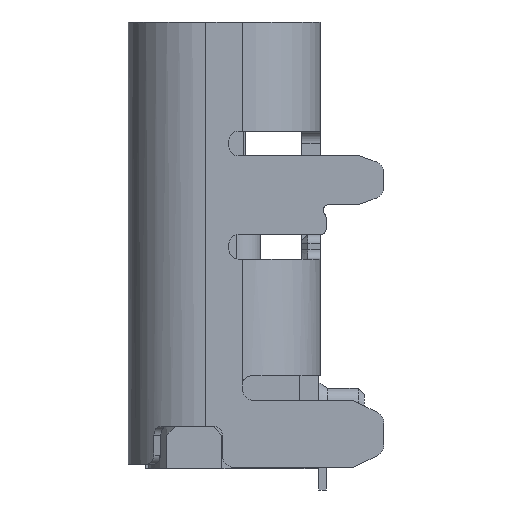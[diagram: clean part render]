
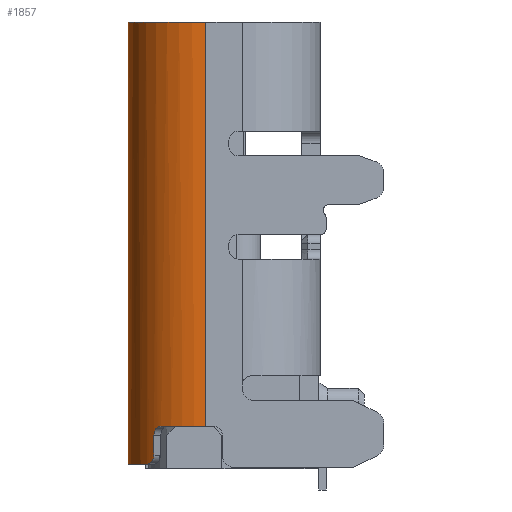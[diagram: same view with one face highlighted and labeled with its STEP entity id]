
A CAD part, left-side view. The second image highlights one B-rep face of the part: STEP entity #1857.
In plain terms, the highlighted cylindrical face has radius 1.28 mm (diameter 2.56 mm), a partial arc.
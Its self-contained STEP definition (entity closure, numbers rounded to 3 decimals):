
#1857 = ADVANCED_FACE( 'NONE', ( #4026 ), #4027, .T. );
#4026 = FACE_OUTER_BOUND( '', #6625, .T. );
#4027 = CYLINDRICAL_SURFACE( '', #6626, 1.28 );
#6625 = EDGE_LOOP( '', ( #12551, #12552, #12553, #12554, #12555, #12556, #12557, #12558, #12559 ) );
#6626 = AXIS2_PLACEMENT_3D( '', #12560, #12561, #12562 );
#12551 = ORIENTED_EDGE( '', *, *, #17639, .F. );
#12552 = ORIENTED_EDGE( '', *, *, #18192, .F. );
#12553 = ORIENTED_EDGE( '', *, *, #18193, .F. );
#12554 = ORIENTED_EDGE( '', *, *, #18194, .F. );
#12555 = ORIENTED_EDGE( '', *, *, #18195, .F. );
#12556 = ORIENTED_EDGE( '', *, *, #17526, .T. );
#12557 = ORIENTED_EDGE( '', *, *, #18196, .F. );
#12558 = ORIENTED_EDGE( '', *, *, #18197, .F. );
#12559 = ORIENTED_EDGE( '', *, *, #18051, .F. );
#12560 = CARTESIAN_POINT( '', ( 1.28, 2.88, -7.275 ) );
#12561 = DIRECTION( '', ( 0., 0., 1. ) );
#12562 = DIRECTION( '', ( 1., 0., 0. ) );
#17526 = EDGE_CURVE( 'NONE', #21790, #21788, #21791, .T. );
#17639 = EDGE_CURVE( 'NONE', #21948, #21950, #21951, .T. );
#18051 = EDGE_CURVE( 'NONE', #21950, #22518, #22519, .T. );
#18192 = EDGE_CURVE( 'NONE', #22704, #21948, #22705, .T. );
#18193 = EDGE_CURVE( 'NONE', #22706, #22704, #22707, .T. );
#18194 = EDGE_CURVE( 'NONE', #22708, #22706, #22709, .T. );
#18195 = EDGE_CURVE( 'NONE', #21790, #22708, #22710, .T. );
#18196 = EDGE_CURVE( 'NONE', #22711, #21788, #22712, .T. );
#18197 = EDGE_CURVE( 'NONE', #22518, #22711, #22713, .T. );
#21788 = VERTEX_POINT( 'NONE', #28009 );
#21790 = VERTEX_POINT( 'NONE', #28014 );
#21791 = CIRCLE( '', #28015, 1.28 );
#21948 = VERTEX_POINT( 'NONE', #28276 );
#21950 = VERTEX_POINT( 'NONE', #28281 );
#21951 = B_SPLINE_CURVE_WITH_KNOTS( '', 3, ( #28282, #28283, #28284, #28285, #28286, #28287, #28288, #28289 ), .UNSPECIFIED., .F., .F., ( 4, 1, 1, 1, 1, 4 ), ( 0., 0.166, 0.333, 0.5, 0.726, 1. ), .UNSPECIFIED. );
#22518 = VERTEX_POINT( 'NONE', #29238 );
#22519 = LINE( '', #29239, #29240 );
#22704 = VERTEX_POINT( 'NONE', #29541 );
#22705 = CIRCLE( '', #29542, 1.28 );
#22706 = VERTEX_POINT( 'NONE', #29543 );
#22707 = B_SPLINE_CURVE_WITH_KNOTS( '', 1, ( #29544, #29545 ), .UNSPECIFIED., .F., .F., ( 2, 2 ), ( 0., 1. ), .UNSPECIFIED. );
#22708 = VERTEX_POINT( 'NONE', #29546 );
#22709 = CIRCLE( '', #29547, 1.28 );
#22710 = LINE( '', #29548, #29549 );
#22711 = VERTEX_POINT( 'NONE', #29550 );
#22712 = B_SPLINE_CURVE_WITH_KNOTS( '', 3, ( #29551, #29552, #29553, #29554, #29555, #29556, #29557 ), .UNSPECIFIED., .F., .F., ( 4, 1, 1, 1, 4 ), ( 0., 0.238, 0.484, 0.738, 1. ), .UNSPECIFIED. );
#22713 = B_SPLINE_CURVE_WITH_KNOTS( '', 3, ( #29558, #29559, #29560, #29561, #29562, #29563, #29564 ), .UNSPECIFIED., .F., .F., ( 4, 1, 1, 1, 4 ), ( 0., 0.252, 0.503, 0.752, 1. ), .UNSPECIFIED. );
#28009 = CARTESIAN_POINT( '', ( 0.439, 3.845, -7.275 ) );
#28014 = CARTESIAN_POINT( '', ( 1.28, 4.16, -7.275 ) );
#28015 = AXIS2_PLACEMENT_3D( '', #32579, #32580, #32581 );
#28276 = CARTESIAN_POINT( '', ( 0.233, 3.616, -6.65 ) );
#28281 = CARTESIAN_POINT( '', ( 0.327, 3.735, -6.8 ) );
#28282 = CARTESIAN_POINT( '', ( 0.233, 3.616, -6.65 ) );
#28283 = CARTESIAN_POINT( '', ( 0.24, 3.627, -6.651 ) );
#28284 = CARTESIAN_POINT( '', ( 0.256, 3.648, -6.653 ) );
#28285 = CARTESIAN_POINT( '', ( 0.278, 3.677, -6.669 ) );
#28286 = CARTESIAN_POINT( '', ( 0.301, 3.704, -6.695 ) );
#28287 = CARTESIAN_POINT( '', ( 0.322, 3.729, -6.739 ) );
#28288 = CARTESIAN_POINT( '', ( 0.325, 3.733, -6.778 ) );
#28289 = CARTESIAN_POINT( '', ( 0.327, 3.735, -6.8 ) );
#29238 = CARTESIAN_POINT( '', ( 0.327, 3.735, -7.125 ) );
#29239 = CARTESIAN_POINT( '', ( 0.327, 3.735, -3.638 ) );
#29240 = VECTOR( '', #33022, 1000. );
#29541 = CARTESIAN_POINT( '', ( 0., 2.88, -6.65 ) );
#29542 = AXIS2_PLACEMENT_3D( '', #33135, #33136, #33137 );
#29543 = CARTESIAN_POINT( '', ( 0., 2.88, 0. ) );
#29544 = CARTESIAN_POINT( '', ( 0., 2.88, 0. ) );
#29545 = CARTESIAN_POINT( '', ( 0., 2.88, -6.65 ) );
#29546 = CARTESIAN_POINT( '', ( 1.28, 4.16, 0. ) );
#29547 = AXIS2_PLACEMENT_3D( '', #33138, #33139, #33140 );
#29548 = CARTESIAN_POINT( '', ( 1.28, 4.16, -7.275 ) );
#29549 = VECTOR( '', #33141, 1000. );
#29550 = CARTESIAN_POINT( '', ( 0.358, 3.768, -7.23 ) );
#29551 = CARTESIAN_POINT( '', ( 0.358, 3.768, -7.23 ) );
#29552 = CARTESIAN_POINT( '', ( 0.363, 3.773, -7.237 ) );
#29553 = CARTESIAN_POINT( '', ( 0.374, 3.783, -7.25 ) );
#29554 = CARTESIAN_POINT( '', ( 0.393, 3.802, -7.264 ) );
#29555 = CARTESIAN_POINT( '', ( 0.415, 3.823, -7.273 ) );
#29556 = CARTESIAN_POINT( '', ( 0.431, 3.838, -7.274 ) );
#29557 = CARTESIAN_POINT( '', ( 0.439, 3.845, -7.275 ) );
#29558 = CARTESIAN_POINT( '', ( 0.327, 3.735, -7.125 ) );
#29559 = CARTESIAN_POINT( '', ( 0.328, 3.735, -7.135 ) );
#29560 = CARTESIAN_POINT( '', ( 0.329, 3.736, -7.155 ) );
#29561 = CARTESIAN_POINT( '', ( 0.335, 3.743, -7.183 ) );
#29562 = CARTESIAN_POINT( '', ( 0.345, 3.753, -7.209 ) );
#29563 = CARTESIAN_POINT( '', ( 0.353, 3.763, -7.223 ) );
#29564 = CARTESIAN_POINT( '', ( 0.358, 3.768, -7.23 ) );
#32579 = CARTESIAN_POINT( '', ( 1.28, 2.88, -7.275 ) );
#32580 = DIRECTION( '', ( 0., 0., 1. ) );
#32581 = DIRECTION( '', ( 1., 0., 0. ) );
#33022 = DIRECTION( '', ( 0., 0., -1. ) );
#33135 = CARTESIAN_POINT( '', ( 1.28, 2.88, -6.65 ) );
#33136 = DIRECTION( '', ( 0., 0., -1. ) );
#33137 = DIRECTION( '', ( 1., 0., 0. ) );
#33138 = CARTESIAN_POINT( '', ( 1.28, 2.88, 0. ) );
#33139 = DIRECTION( '', ( 0., 0., 1. ) );
#33140 = DIRECTION( '', ( 1., 0., 0. ) );
#33141 = DIRECTION( '', ( 0., 0., 1. ) );
